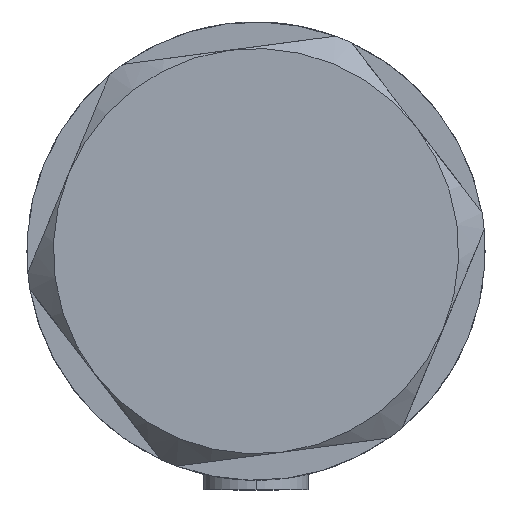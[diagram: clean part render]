
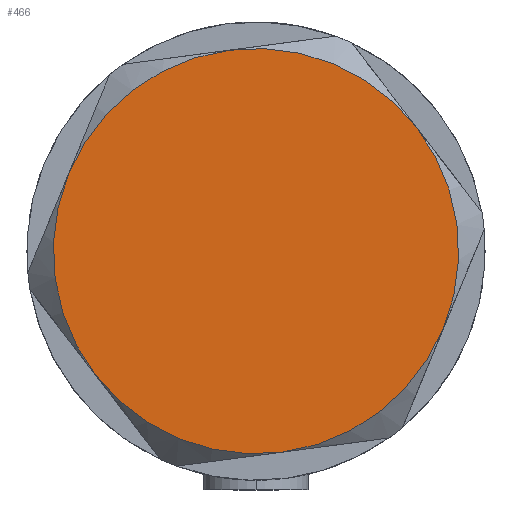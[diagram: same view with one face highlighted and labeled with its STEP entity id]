
A CAD part, left-side view. The second image highlights one B-rep face of the part: STEP entity #466.
In plain terms, the highlighted face is planar.
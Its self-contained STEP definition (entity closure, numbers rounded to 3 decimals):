
#3 = EDGE_CURVE ( 'NONE', #4695, #17, #4178, .T. ) ;
#17 = VERTEX_POINT ( 'NONE', #2539 ) ;
#26 = AXIS2_PLACEMENT_3D ( 'NONE', #5124, #1382, #3043 ) ;
#42 = CIRCLE ( 'NONE', #1230, 23. ) ;
#164 = CARTESIAN_POINT ( 'NONE',  ( -11.5, -19.919, 7. ) ) ;
#232 = AXIS2_PLACEMENT_3D ( 'NONE', #4663, #4214, #3026 ) ;
#256 = VERTEX_POINT ( 'NONE', #2098 ) ;
#428 = EDGE_CURVE ( 'NONE', #4782, #1114, #536, .T. ) ;
#466 = ADVANCED_FACE ( 'NONE', ( #1799 ), #3952, .T. ) ;
#536 = CIRCLE ( 'NONE', #1562, 23. ) ;
#614 = DIRECTION ( 'NONE',  ( 0., 0., 1. ) ) ;
#894 = CARTESIAN_POINT ( 'NONE',  ( 0., 0., 7. ) ) ;
#925 = VERTEX_POINT ( 'NONE', #4710 ) ;
#971 = CARTESIAN_POINT ( 'NONE',  ( 0., 0., 7. ) ) ;
#1114 = VERTEX_POINT ( 'NONE', #2728 ) ;
#1230 = AXIS2_PLACEMENT_3D ( 'NONE', #971, #4242, #3007 ) ;
#1234 = DIRECTION ( 'NONE',  ( 0., 0., 1. ) ) ;
#1353 = ORIENTED_EDGE ( 'NONE', *, *, #2114, .T. ) ;
#1382 = DIRECTION ( 'NONE',  ( 0., 0., 1. ) ) ;
#1393 = ORIENTED_EDGE ( 'NONE', *, *, #4419, .T. ) ;
#1444 = ORIENTED_EDGE ( 'NONE', *, *, #428, .T. ) ;
#1488 = DIRECTION ( 'NONE',  ( 0., 0., 1. ) ) ;
#1562 = AXIS2_PLACEMENT_3D ( 'NONE', #2662, #1488, #3921 ) ;
#1757 = AXIS2_PLACEMENT_3D ( 'NONE', #2614, #614, #3877 ) ;
#1799 = FACE_OUTER_BOUND ( 'NONE', #3284, .T. ) ;
#1874 = DIRECTION ( 'NONE',  ( 0., 0., 1. ) ) ;
#2098 = CARTESIAN_POINT ( 'NONE',  ( 11.5, 19.919, 7. ) ) ;
#2114 = EDGE_CURVE ( 'NONE', #925, #256, #3680, .T. ) ;
#2179 = CARTESIAN_POINT ( 'NONE',  ( -11.5, 19.919, 7. ) ) ;
#2539 = CARTESIAN_POINT ( 'NONE',  ( -23., 0., 7. ) ) ;
#2598 = EDGE_CURVE ( 'NONE', #1114, #925, #42, .T. ) ;
#2614 = CARTESIAN_POINT ( 'NONE',  ( 0., 0., 7. ) ) ;
#2662 = CARTESIAN_POINT ( 'NONE',  ( 0., 0., 7. ) ) ;
#2706 = CIRCLE ( 'NONE', #232, 23. ) ;
#2728 = CARTESIAN_POINT ( 'NONE',  ( 11.5, -19.919, 7. ) ) ;
#3007 = DIRECTION ( 'NONE',  ( 1., 0., 0. ) ) ;
#3026 = DIRECTION ( 'NONE',  ( 1., 0., 0. ) ) ;
#3043 = DIRECTION ( 'NONE',  ( 1., 0., 0. ) ) ;
#3125 = CARTESIAN_POINT ( 'NONE',  ( 0., 0., 7. ) ) ;
#3284 = EDGE_LOOP ( 'NONE', ( #3925, #1353, #1393, #4263, #3567, #1444 ) ) ;
#3541 = DIRECTION ( 'NONE',  ( 1., 0., 0. ) ) ;
#3567 = ORIENTED_EDGE ( 'NONE', *, *, #4226, .T. ) ;
#3680 = CIRCLE ( 'NONE', #5153, 23. ) ;
#3850 = CIRCLE ( 'NONE', #1757, 23. ) ;
#3877 = DIRECTION ( 'NONE',  ( 1., 0., 0. ) ) ;
#3921 = DIRECTION ( 'NONE',  ( 1., 0., 0. ) ) ;
#3925 = ORIENTED_EDGE ( 'NONE', *, *, #2598, .T. ) ;
#3952 = PLANE ( 'NONE',  #26 ) ;
#4178 = CIRCLE ( 'NONE', #4865, 23. ) ;
#4214 = DIRECTION ( 'NONE',  ( 0., 0., 1. ) ) ;
#4226 = EDGE_CURVE ( 'NONE', #17, #4782, #2706, .T. ) ;
#4242 = DIRECTION ( 'NONE',  ( 0., 0., 1. ) ) ;
#4247 = DIRECTION ( 'NONE',  ( 1., 0., 0. ) ) ;
#4263 = ORIENTED_EDGE ( 'NONE', *, *, #3, .T. ) ;
#4419 = EDGE_CURVE ( 'NONE', #256, #4695, #3850, .T. ) ;
#4663 = CARTESIAN_POINT ( 'NONE',  ( 0., 0., 7. ) ) ;
#4695 = VERTEX_POINT ( 'NONE', #2179 ) ;
#4710 = CARTESIAN_POINT ( 'NONE',  ( 23., 0., 7. ) ) ;
#4782 = VERTEX_POINT ( 'NONE', #164 ) ;
#4865 = AXIS2_PLACEMENT_3D ( 'NONE', #894, #1234, #4247 ) ;
#5124 = CARTESIAN_POINT ( 'NONE',  ( 0., 0., 7. ) ) ;
#5153 = AXIS2_PLACEMENT_3D ( 'NONE', #3125, #1874, #3541 ) ;
